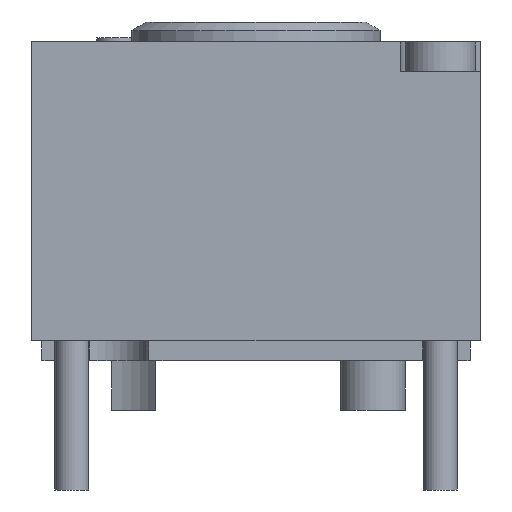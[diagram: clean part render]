
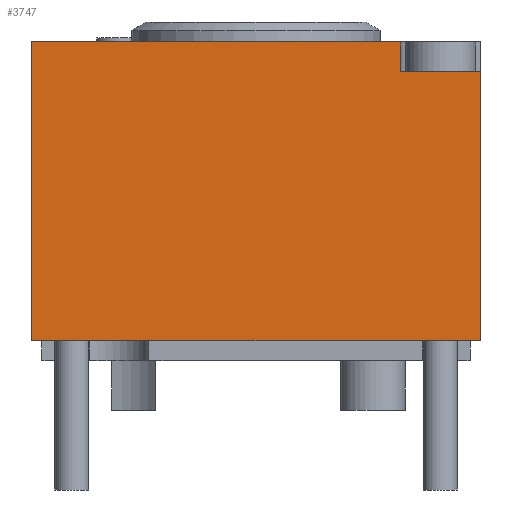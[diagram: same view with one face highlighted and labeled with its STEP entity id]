
A CAD part, front view. The second image highlights one B-rep face of the part: STEP entity #3747.
In plain terms, the highlighted planar face has unit normal (0, -1, 0).
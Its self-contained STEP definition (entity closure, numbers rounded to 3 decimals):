
#58=DIRECTION('',(1.,0.,0.));
#59=VECTOR('',#58,45.);
#60=CARTESIAN_POINT('',(-22.5,-40.,-15.));
#61=LINE('',#60,#59);
#629=DIRECTION('',(0.,0.,1.));
#630=VECTOR('',#629,27.);
#631=CARTESIAN_POINT('',(22.5,-40.,-15.));
#632=LINE('',#631,#630);
#989=DIRECTION('',(1.,0.,0.));
#990=VECTOR('',#989,37.);
#991=CARTESIAN_POINT('',(-22.5,-40.,15.));
#992=LINE('',#991,#990);
#1192=DIRECTION('',(1.,0.,0.));
#1193=VECTOR('',#1192,8.);
#1194=CARTESIAN_POINT('',(14.5,-40.,12.));
#1195=LINE('',#1194,#1193);
#1199=DIRECTION('',(0.,0.,1.));
#1200=VECTOR('',#1199,30.);
#1201=CARTESIAN_POINT('',(-22.5,-40.,-15.));
#1202=LINE('',#1201,#1200);
#1206=DIRECTION('',(0.,0.,-1.));
#1207=VECTOR('',#1206,3.);
#1208=CARTESIAN_POINT('',(14.5,-40.,15.));
#1209=LINE('',#1208,#1207);
#2560=CARTESIAN_POINT('',(-22.5,-40.,-15.));
#2562=VERTEX_POINT('',#2560);
#2563=CARTESIAN_POINT('',(22.5,-40.,-15.));
#2564=VERTEX_POINT('',#2563);
#2567=CARTESIAN_POINT('',(-22.5,-40.,15.));
#2568=VERTEX_POINT('',#2567);
#2657=CARTESIAN_POINT('',(14.5,-40.,15.));
#2658=VERTEX_POINT('',#2657);
#2669=CARTESIAN_POINT('',(14.5,-40.,12.));
#2670=CARTESIAN_POINT('',(22.5,-40.,12.));
#2671=VERTEX_POINT('',#2669);
#2672=VERTEX_POINT('',#2670);
#3734=CARTESIAN_POINT('',(-22.5,-40.,-15.));
#3735=DIRECTION('',(0.,-1.,0.));
#3736=DIRECTION('',(1.,0.,0.));
#3737=AXIS2_PLACEMENT_3D('',#3734,#3735,#3736);
#3738=PLANE('',#3737);
#3739=ORIENTED_EDGE('',*,*,#3343,.T.);
#3740=ORIENTED_EDGE('',*,*,#3288,.F.);
#3741=ORIENTED_EDGE('',*,*,#3023,.F.);
#3742=ORIENTED_EDGE('',*,*,#3399,.T.);
#3743=ORIENTED_EDGE('',*,*,#3449,.T.);
#3744=ORIENTED_EDGE('',*,*,#3729,.T.);
#3745=EDGE_LOOP('',(#3739,#3740,#3741,#3742,#3743,#3744));
#3746=FACE_OUTER_BOUND('',#3745,.F.);
#3747=ADVANCED_FACE('',(#3746),#3738,.T.);
#3023=EDGE_CURVE('',#2562,#2564,#61,.T.);
#3288=EDGE_CURVE('',#2564,#2672,#632,.T.);
#3343=EDGE_CURVE('',#2671,#2672,#1195,.T.);
#3399=EDGE_CURVE('',#2562,#2568,#1202,.T.);
#3449=EDGE_CURVE('',#2568,#2658,#992,.T.);
#3729=EDGE_CURVE('',#2658,#2671,#1209,.T.);
